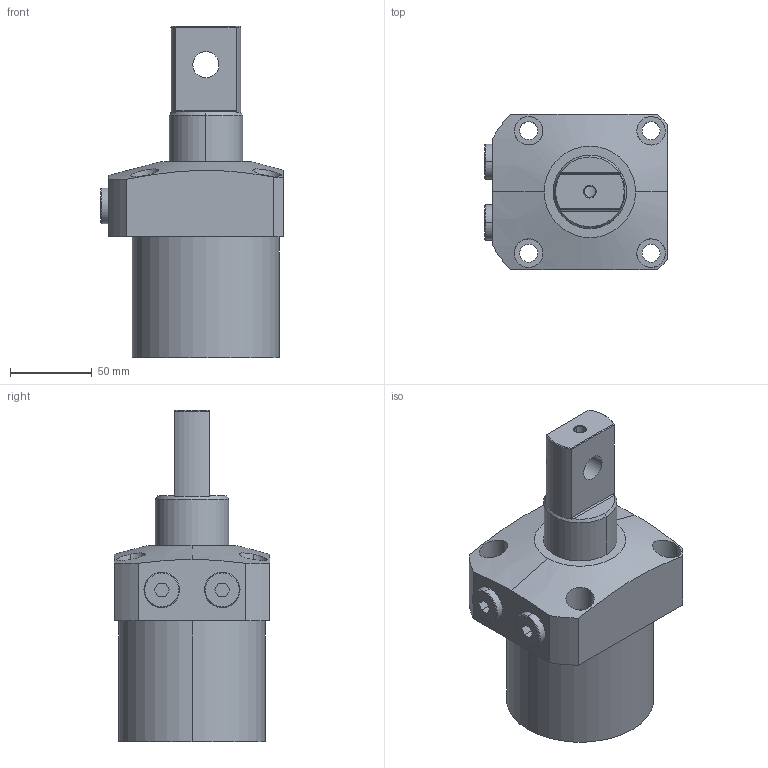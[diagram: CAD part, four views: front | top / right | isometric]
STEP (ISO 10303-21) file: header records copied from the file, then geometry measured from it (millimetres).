
FILE_DESCRIPTION (( 'STEP AP214' ), '1' );
FILE_NAME ('CHA-090Dx90G.STEP', '2018-07-19T00:59:16', ( '' ), ( '' ), 'SwSTEP 2.0', 'SolidWorks 2016', '' );
FILE_SCHEMA (( 'AUTOMOTIVE_DESIGN' ));
Length unit declared in the file: millimetre
Products named in the file (4): CHA-090Dx90G; G3-8黑芛; CHA-090D活塞杆; CHA-090C掛极
Assembly tree (4 placements, depth 2):
  CHA-090Dx90G
    CHA-090C掛极
    CHA-090D活塞杆
    G3-8黑芛  x2
Bounding box: 112 x 95 x 203 mm (x, y, z)
Volume: 848576.6 mm3; surface area: 110919.5 mm2
Topology: 4 solids, 4 shells, 122 faces, 282 edges, 182 vertices
Faces by surface type: cylinder 56, plane 50, cone 16
Entity records: 3755 total; most frequent: CARTESIAN_POINT 1170, DIRECTION 524, ORIENTED_EDGE 488, EDGE_CURVE 244, AXIS2_PLACEMENT_3D 211, VERTEX_POINT 158, EDGE_LOOP 132, FACE_OUTER_BOUND 104
